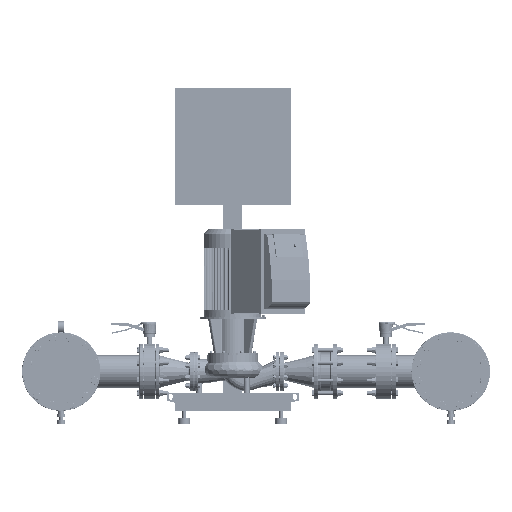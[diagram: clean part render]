
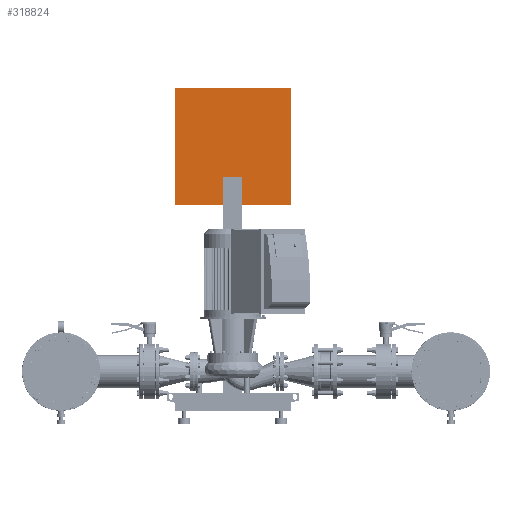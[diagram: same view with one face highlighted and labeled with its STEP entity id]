
A CAD part, left-side view. The second image highlights one B-rep face of the part: STEP entity #318824.
In plain terms, the highlighted planar face has unit normal (-1, 0, 0).
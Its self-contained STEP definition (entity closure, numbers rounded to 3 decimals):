
#318678=CARTESIAN_POINT('',(1580.0,300.0,1730.0));
#318679=VERTEX_POINT('',#318678);
#318686=CARTESIAN_POINT('',(1580.0,-300.,1730.0));
#318687=VERTEX_POINT('',#318686);
#318688=CARTESIAN_POINT('',(1580.0,300.0,1730.0));
#318689=DIRECTION('',(0.0,-1.0,0.0));
#318690=VECTOR('',#318689,600.);
#318691=LINE('',#318688,#318690);
#318692=EDGE_CURVE('',#318679,#318687,#318691,.T.);
#318750=CARTESIAN_POINT('',(1580.0,300.0,1130.0));
#318751=VERTEX_POINT('',#318750);
#318758=CARTESIAN_POINT('',(1580.0,300.0,1130.0));
#318759=DIRECTION('',(0.0,0.0,1.0));
#318760=VECTOR('',#318759,600.0);
#318761=LINE('',#318758,#318760);
#318762=EDGE_CURVE('',#318751,#318679,#318761,.T.);
#318774=CARTESIAN_POINT('',(1580.0,-300.0,1130.0));
#318775=VERTEX_POINT('',#318774);
#318782=CARTESIAN_POINT('',(1580.0,-300.0,1130.0));
#318783=DIRECTION('',(0.0,1.0,0.0));
#318784=VECTOR('',#318783,600.0);
#318785=LINE('',#318782,#318784);
#318786=EDGE_CURVE('',#318775,#318751,#318785,.T.);
#318800=CARTESIAN_POINT('',(1580.0,-300.,1730.0));
#318801=DIRECTION('',(0.0,0.0,-1.0));
#318802=VECTOR('',#318801,600.0);
#318803=LINE('',#318800,#318802);
#318804=EDGE_CURVE('',#318687,#318775,#318803,.T.);
#318813=CARTESIAN_POINT('',(1580.0,0.,1430.0));
#318814=DIRECTION('',(1.0,0.0,0.0));
#318815=DIRECTION('',(0.0,1.0,0.0));
#318816=AXIS2_PLACEMENT_3D('',#318813,#318814,#318815);
#318817=PLANE('',#318816);
#318818=ORIENTED_EDGE('',*,*,#318692,.F.);
#318819=ORIENTED_EDGE('',*,*,#318762,.F.);
#318820=ORIENTED_EDGE('',*,*,#318786,.F.);
#318821=ORIENTED_EDGE('',*,*,#318804,.F.);
#318822=EDGE_LOOP('',(#318818,#318819,#318820,#318821));
#318823=FACE_OUTER_BOUND('',#318822,.T.);
#318824=ADVANCED_FACE('',(#318823),#318817,.F.);
